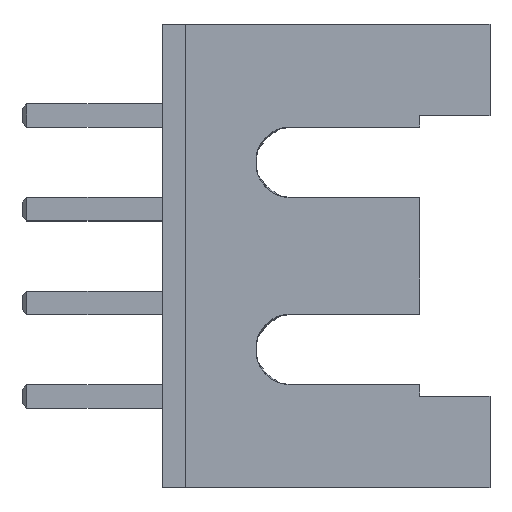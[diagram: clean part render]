
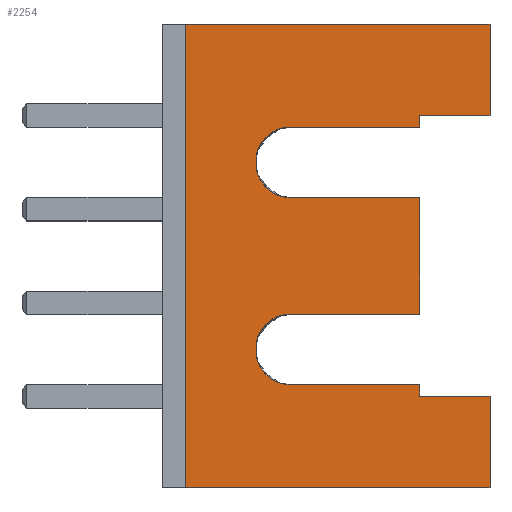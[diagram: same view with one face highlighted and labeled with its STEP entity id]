
A CAD part, top view. The second image highlights one B-rep face of the part: STEP entity #2254.
In plain terms, the highlighted planar face has unit normal (0, 0, 1).
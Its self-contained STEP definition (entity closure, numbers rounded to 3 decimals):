
#374=CARTESIAN_POINT('Vertex',(0.5,10.1,5.)) ;
#422=CARTESIAN_POINT('Vertex',(0.5,20.,5.)) ;
#430=CARTESIAN_POINT('Line Origine',(0.5,15.05,5.)) ;
#617=CARTESIAN_POINT('Line Origine',(3.75,20.,5.)) ;
#621=CARTESIAN_POINT('Vertex',(7.,20.,5.)) ;
#793=CARTESIAN_POINT('Vertex',(7.,10.1,5.)) ;
#796=CARTESIAN_POINT('Line Origine',(3.75,10.1,5.)) ;
#942=CARTESIAN_POINT('Line Origine',(7.,19.025,5.)) ;
#946=CARTESIAN_POINT('Vertex',(7.,18.05,5.)) ;
#963=CARTESIAN_POINT('Line Origine',(7.,11.075,5.)) ;
#967=CARTESIAN_POINT('Vertex',(7.,12.05,5.)) ;
#1007=CARTESIAN_POINT('Vertex',(5.5,12.05,5.)) ;
#1010=CARTESIAN_POINT('Line Origine',(6.25,12.05,5.)) ;
#1034=CARTESIAN_POINT('Line Origine',(6.25,18.05,5.)) ;
#1038=CARTESIAN_POINT('Vertex',(5.5,18.05,5.)) ;
#1801=CARTESIAN_POINT('Vertex',(5.5,17.8,5.)) ;
#1811=CARTESIAN_POINT('Line Origine',(5.5,17.925,5.)) ;
#1834=CARTESIAN_POINT('Vertex',(2.707,17.8,5.)) ;
#1842=CARTESIAN_POINT('Line Origine',(4.104,17.8,5.)) ;
#1900=CARTESIAN_POINT('Vertex',(2.,17.093,5.)) ;
#1911=CARTESIAN_POINT('Control Point',(2.,17.093,5.)) ;
#1912=CARTESIAN_POINT('Control Point',(2.,17.363,5.)) ;
#1913=CARTESIAN_POINT('Control Point',(2.157,17.643,5.)) ;
#1914=CARTESIAN_POINT('Control Point',(2.437,17.8,5.)) ;
#1915=CARTESIAN_POINT('Control Point',(2.707,17.8,5.)) ;
#1924=CARTESIAN_POINT('Line Origine',(2.,17.05,5.)) ;
#1928=CARTESIAN_POINT('Vertex',(2.,17.007,5.)) ;
#1988=CARTESIAN_POINT('Control Point',(2.707,16.3,5.)) ;
#1989=CARTESIAN_POINT('Control Point',(2.437,16.3,5.)) ;
#1990=CARTESIAN_POINT('Control Point',(2.157,16.457,5.)) ;
#1991=CARTESIAN_POINT('Control Point',(2.,16.737,5.)) ;
#1992=CARTESIAN_POINT('Control Point',(2.,17.007,5.)) ;
#1993=CARTESIAN_POINT('Vertex',(2.707,16.3,5.)) ;
#2025=CARTESIAN_POINT('Line Origine',(4.104,16.3,5.)) ;
#2029=CARTESIAN_POINT('Vertex',(5.5,16.3,5.)) ;
#2150=CARTESIAN_POINT('Axis2P3D Location',(0.5,20.,5.)) ;
#2156=CARTESIAN_POINT('Control Point',(2.,13.093,5.)) ;
#2157=CARTESIAN_POINT('Control Point',(2.,13.094,5.)) ;
#2158=CARTESIAN_POINT('Control Point',(2.,13.095,5.)) ;
#2159=CARTESIAN_POINT('Control Point',(2.,13.097,5.)) ;
#2160=CARTESIAN_POINT('Control Point',(2.001,13.183,5.)) ;
#2161=CARTESIAN_POINT('Control Point',(2.016,13.269,5.)) ;
#2162=CARTESIAN_POINT('Control Point',(2.045,13.352,5.)) ;
#2163=CARTESIAN_POINT('Control Point',(2.118,13.491,5.)) ;
#2164=CARTESIAN_POINT('Control Point',(2.225,13.607,5.)) ;
#2165=CARTESIAN_POINT('Control Point',(2.278,13.652,5.)) ;
#2166=CARTESIAN_POINT('Control Point',(2.389,13.727,5.)) ;
#2167=CARTESIAN_POINT('Control Point',(2.513,13.775,5.)) ;
#2168=CARTESIAN_POINT('Control Point',(2.575,13.791,5.)) ;
#2169=CARTESIAN_POINT('Control Point',(2.64,13.8,5.)) ;
#2170=CARTESIAN_POINT('Control Point',(2.703,13.8,5.)) ;
#2171=CARTESIAN_POINT('Control Point',(2.705,13.8,5.)) ;
#2172=CARTESIAN_POINT('Control Point',(2.706,13.8,5.)) ;
#2173=CARTESIAN_POINT('Control Point',(2.707,13.8,5.)) ;
#2174=CARTESIAN_POINT('Vertex',(2.,13.093,5.)) ;
#2176=CARTESIAN_POINT('Vertex',(2.707,13.8,5.)) ;
#2179=CARTESIAN_POINT('Line Origine',(4.104,13.8,5.)) ;
#2183=CARTESIAN_POINT('Vertex',(5.5,13.8,5.)) ;
#2186=CARTESIAN_POINT('Line Origine',(5.5,15.05,5.)) ;
#2191=CARTESIAN_POINT('Line Origine',(5.5,12.175,5.)) ;
#2195=CARTESIAN_POINT('Vertex',(5.5,12.3,5.)) ;
#2198=CARTESIAN_POINT('Line Origine',(4.104,12.3,5.)) ;
#2202=CARTESIAN_POINT('Vertex',(2.707,12.3,5.)) ;
#2206=CARTESIAN_POINT('Control Point',(2.707,12.3,5.)) ;
#2207=CARTESIAN_POINT('Control Point',(2.706,12.3,5.)) ;
#2208=CARTESIAN_POINT('Control Point',(2.705,12.3,5.)) ;
#2209=CARTESIAN_POINT('Control Point',(2.703,12.3,5.)) ;
#2210=CARTESIAN_POINT('Control Point',(2.617,12.301,5.)) ;
#2211=CARTESIAN_POINT('Control Point',(2.531,12.316,5.)) ;
#2212=CARTESIAN_POINT('Control Point',(2.448,12.345,5.)) ;
#2213=CARTESIAN_POINT('Control Point',(2.309,12.418,5.)) ;
#2214=CARTESIAN_POINT('Control Point',(2.193,12.525,5.)) ;
#2215=CARTESIAN_POINT('Control Point',(2.148,12.578,5.)) ;
#2216=CARTESIAN_POINT('Control Point',(2.073,12.689,5.)) ;
#2217=CARTESIAN_POINT('Control Point',(2.025,12.813,5.)) ;
#2218=CARTESIAN_POINT('Control Point',(2.009,12.875,5.)) ;
#2219=CARTESIAN_POINT('Control Point',(2.,12.94,5.)) ;
#2220=CARTESIAN_POINT('Control Point',(2.,13.003,5.)) ;
#2221=CARTESIAN_POINT('Control Point',(2.,13.005,5.)) ;
#2222=CARTESIAN_POINT('Control Point',(2.,13.006,5.)) ;
#2223=CARTESIAN_POINT('Control Point',(2.,13.007,5.)) ;
#2224=CARTESIAN_POINT('Vertex',(2.,13.007,5.)) ;
#2227=CARTESIAN_POINT('Line Origine',(2.,13.05,5.)) ;
#431=DIRECTION('Vector Direction',(0.,1.,0.)) ;
#618=DIRECTION('Vector Direction',(1.,0.,0.)) ;
#797=DIRECTION('Vector Direction',(1.,0.,0.)) ;
#943=DIRECTION('Vector Direction',(0.,-1.,0.)) ;
#964=DIRECTION('Vector Direction',(0.,-1.,0.)) ;
#1011=DIRECTION('Vector Direction',(-1.,0.,0.)) ;
#1035=DIRECTION('Vector Direction',(1.,0.,0.)) ;
#1812=DIRECTION('Vector Direction',(0.,1.,0.)) ;
#1843=DIRECTION('Vector Direction',(1.,0.,0.)) ;
#1925=DIRECTION('Vector Direction',(0.,-1.,0.)) ;
#2026=DIRECTION('Vector Direction',(-1.,0.,0.)) ;
#2151=DIRECTION('Axis2P3D Direction',(-0.,0.,1.)) ;
#2152=DIRECTION('Axis2P3D XDirection',(0.,-1.,0.)) ;
#2180=DIRECTION('Vector Direction',(-1.,0.,0.)) ;
#2187=DIRECTION('Vector Direction',(0.,1.,0.)) ;
#2192=DIRECTION('Vector Direction',(0.,1.,0.)) ;
#2199=DIRECTION('Vector Direction',(1.,0.,0.)) ;
#2228=DIRECTION('Vector Direction',(0.,-1.,0.)) ;
#2153=AXIS2_PLACEMENT_3D('Plane Axis2P3D',#2150,#2151,#2152) ;
#2233=ORIENTED_EDGE('',*,*,#2178,.T.) ;
#2234=ORIENTED_EDGE('',*,*,#2185,.F.) ;
#2235=ORIENTED_EDGE('',*,*,#2190,.F.) ;
#2236=ORIENTED_EDGE('',*,*,#2031,.F.) ;
#2237=ORIENTED_EDGE('',*,*,#1995,.T.) ;
#2238=ORIENTED_EDGE('',*,*,#1930,.F.) ;
#2239=ORIENTED_EDGE('',*,*,#1916,.T.) ;
#2240=ORIENTED_EDGE('',*,*,#1846,.F.) ;
#2241=ORIENTED_EDGE('',*,*,#1815,.F.) ;
#2242=ORIENTED_EDGE('',*,*,#1040,.F.) ;
#2243=ORIENTED_EDGE('',*,*,#948,.F.) ;
#2244=ORIENTED_EDGE('',*,*,#623,.F.) ;
#2245=ORIENTED_EDGE('',*,*,#434,.T.) ;
#2246=ORIENTED_EDGE('',*,*,#800,.T.) ;
#2247=ORIENTED_EDGE('',*,*,#969,.F.) ;
#2248=ORIENTED_EDGE('',*,*,#1014,.F.) ;
#2249=ORIENTED_EDGE('',*,*,#2197,.F.) ;
#2250=ORIENTED_EDGE('',*,*,#2204,.F.) ;
#2251=ORIENTED_EDGE('',*,*,#2226,.T.) ;
#2252=ORIENTED_EDGE('',*,*,#2231,.F.) ;
#432=VECTOR('Line Direction',#431,1.) ;
#619=VECTOR('Line Direction',#618,1.) ;
#798=VECTOR('Line Direction',#797,1.) ;
#944=VECTOR('Line Direction',#943,1.) ;
#965=VECTOR('Line Direction',#964,1.) ;
#1012=VECTOR('Line Direction',#1011,1.) ;
#1036=VECTOR('Line Direction',#1035,1.) ;
#1813=VECTOR('Line Direction',#1812,1.) ;
#1844=VECTOR('Line Direction',#1843,1.) ;
#1926=VECTOR('Line Direction',#1925,1.) ;
#2027=VECTOR('Line Direction',#2026,1.) ;
#2181=VECTOR('Line Direction',#2180,1.) ;
#2188=VECTOR('Line Direction',#2187,1.) ;
#2193=VECTOR('Line Direction',#2192,1.) ;
#2200=VECTOR('Line Direction',#2199,1.) ;
#2229=VECTOR('Line Direction',#2228,1.) ;
#2254=ADVANCED_FACE('PartBody',(#2253),#2154,.T.) ;
#1910=B_SPLINE_CURVE_WITH_KNOTS('',4,(#1911,#1912,#1913,#1914,#1915),.UNSPECIFIED.,.F.,.U.,(5,5),(0.,1.312),.UNSPECIFIED.) ;
#1987=B_SPLINE_CURVE_WITH_KNOTS('',4,(#1988,#1989,#1990,#1991,#1992),.UNSPECIFIED.,.F.,.U.,(5,5),(0.,1.312),.UNSPECIFIED.) ;
#2155=B_SPLINE_CURVE_WITH_KNOTS('',5,(#2156,#2157,#2158,#2159,#2160,#2161,#2162,#2163,#2164,#2165,#2166,#2167,#2168,#2169,#2170,#2171,#2172,#2173),.UNSPECIFIED.,.F.,.U.,(6,3,3,3,3,6),(0.,0.008,0.52,0.926,1.304,1.312),.UNSPECIFIED.) ;
#2205=B_SPLINE_CURVE_WITH_KNOTS('',5,(#2206,#2207,#2208,#2209,#2210,#2211,#2212,#2213,#2214,#2215,#2216,#2217,#2218,#2219,#2220,#2221,#2222,#2223),.UNSPECIFIED.,.F.,.U.,(6,3,3,3,3,6),(0.,0.008,0.52,0.926,1.304,1.312),.UNSPECIFIED.) ;
#434=EDGE_CURVE('',#423,#375,#433,.F.) ;
#623=EDGE_CURVE('',#423,#622,#620,.T.) ;
#800=EDGE_CURVE('',#375,#794,#799,.T.) ;
#948=EDGE_CURVE('',#622,#947,#945,.T.) ;
#969=EDGE_CURVE('',#968,#794,#966,.T.) ;
#1014=EDGE_CURVE('',#1008,#968,#1013,.F.) ;
#1040=EDGE_CURVE('',#947,#1039,#1037,.F.) ;
#1815=EDGE_CURVE('',#1039,#1802,#1814,.F.) ;
#1846=EDGE_CURVE('',#1802,#1835,#1845,.F.) ;
#1916=EDGE_CURVE('',#1901,#1835,#1910,.T.) ;
#1930=EDGE_CURVE('',#1901,#1929,#1927,.T.) ;
#1995=EDGE_CURVE('',#1994,#1929,#1987,.T.) ;
#2031=EDGE_CURVE('',#1994,#2030,#2028,.F.) ;
#2178=EDGE_CURVE('',#2175,#2177,#2155,.T.) ;
#2185=EDGE_CURVE('',#2184,#2177,#2182,.T.) ;
#2190=EDGE_CURVE('',#2030,#2184,#2189,.F.) ;
#2197=EDGE_CURVE('',#2196,#1008,#2194,.F.) ;
#2204=EDGE_CURVE('',#2203,#2196,#2201,.T.) ;
#2226=EDGE_CURVE('',#2203,#2225,#2205,.T.) ;
#2231=EDGE_CURVE('',#2175,#2225,#2230,.T.) ;
#2232=EDGE_LOOP('',(#2233,#2234,#2235,#2236,#2237,#2238,#2239,#2240,#2241,#2242,#2243,#2244,#2245,#2246,#2247,#2248,#2249,#2250,#2251,#2252)) ;
#2253=FACE_OUTER_BOUND('',#2232,.T.) ;
#433=LINE('Line',#430,#432) ;
#620=LINE('Line',#617,#619) ;
#799=LINE('Line',#796,#798) ;
#945=LINE('Line',#942,#944) ;
#966=LINE('Line',#963,#965) ;
#1013=LINE('Line',#1010,#1012) ;
#1037=LINE('Line',#1034,#1036) ;
#1814=LINE('Line',#1811,#1813) ;
#1845=LINE('Line',#1842,#1844) ;
#1927=LINE('Line',#1924,#1926) ;
#2028=LINE('Line',#2025,#2027) ;
#2182=LINE('Line',#2179,#2181) ;
#2189=LINE('Line',#2186,#2188) ;
#2194=LINE('Line',#2191,#2193) ;
#2201=LINE('Line',#2198,#2200) ;
#2230=LINE('Line',#2227,#2229) ;
#2154=PLANE('',#2153) ;
#375=VERTEX_POINT('',#374) ;
#423=VERTEX_POINT('',#422) ;
#622=VERTEX_POINT('',#621) ;
#794=VERTEX_POINT('',#793) ;
#947=VERTEX_POINT('',#946) ;
#968=VERTEX_POINT('',#967) ;
#1008=VERTEX_POINT('',#1007) ;
#1039=VERTEX_POINT('',#1038) ;
#1802=VERTEX_POINT('',#1801) ;
#1835=VERTEX_POINT('',#1834) ;
#1901=VERTEX_POINT('',#1900) ;
#1929=VERTEX_POINT('',#1928) ;
#1994=VERTEX_POINT('',#1993) ;
#2030=VERTEX_POINT('',#2029) ;
#2175=VERTEX_POINT('',#2174) ;
#2177=VERTEX_POINT('',#2176) ;
#2184=VERTEX_POINT('',#2183) ;
#2196=VERTEX_POINT('',#2195) ;
#2203=VERTEX_POINT('',#2202) ;
#2225=VERTEX_POINT('',#2224) ;
